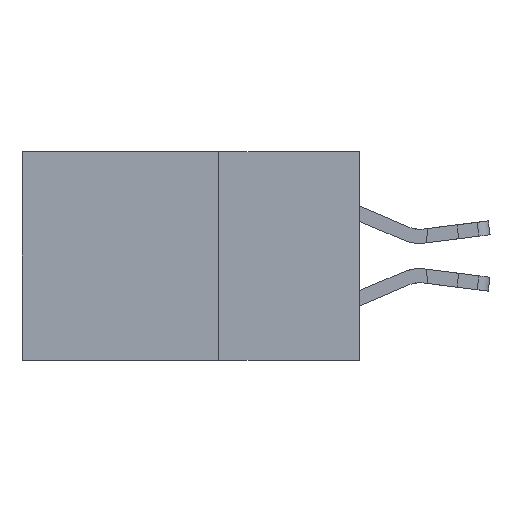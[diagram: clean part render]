
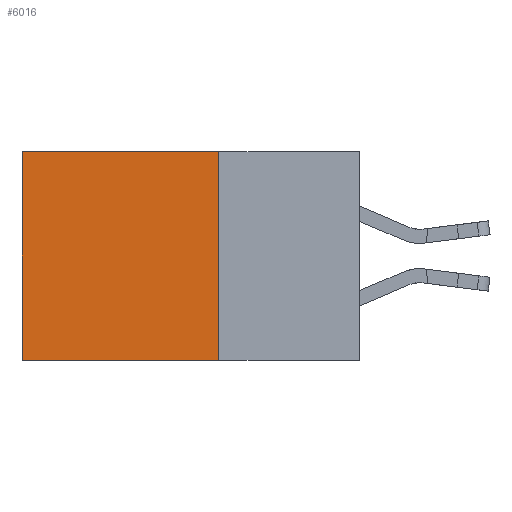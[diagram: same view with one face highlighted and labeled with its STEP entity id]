
A CAD part, left-side view. The second image highlights one B-rep face of the part: STEP entity #6016.
In plain terms, the highlighted planar face has unit normal (-1, 0, 0).
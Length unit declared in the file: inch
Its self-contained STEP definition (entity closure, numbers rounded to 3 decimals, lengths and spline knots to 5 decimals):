
#43 = VECTOR ( 'NONE', #21635, 39.37008 ) ;
#110 = CARTESIAN_POINT ( 'NONE',  ( 0.2875, 0.25, 0. ) ) ;
#679 = VECTOR ( 'NONE', #914, 39.37008 ) ;
#914 = DIRECTION ( 'NONE',  ( 0., 1., 0. ) ) ;
#2010 = CARTESIAN_POINT ( 'NONE',  ( 0.2875, 0.25, -0.37 ) ) ;
#4985 = VECTOR ( 'NONE', #8811, 39.37008 ) ;
#6016 = ADVANCED_FACE ( 'NONE', ( #16259 ), #21683, .F. ) ;
#6518 = CARTESIAN_POINT ( 'NONE',  ( 0.2875, 0.25, 0. ) ) ;
#7336 = ORIENTED_EDGE ( 'NONE', *, *, #13604, .T. ) ;
#7880 = CARTESIAN_POINT ( 'NONE',  ( 0.2875, 0.6, 0. ) ) ;
#8811 = DIRECTION ( 'NONE',  ( 0., 0., -1. ) ) ;
#10697 = CARTESIAN_POINT ( 'NONE',  ( 0.2875, 0.25, 0. ) ) ;
#12381 = EDGE_CURVE ( 'NONE', #19215, #21314, #20395, .T. ) ;
#12456 = ORIENTED_EDGE ( 'NONE', *, *, #22971, .F. ) ;
#13478 = EDGE_CURVE ( 'NONE', #20725, #21314, #24980, .T. ) ;
#13604 = EDGE_CURVE ( 'NONE', #14411, #19215, #16601, .T. ) ;
#14027 = AXIS2_PLACEMENT_3D ( 'NONE', #110, #17944, #16034 ) ;
#14411 = VERTEX_POINT ( 'NONE', #25306 ) ;
#15894 = EDGE_LOOP ( 'NONE', ( #17772, #20274, #12456, #7336 ) ) ;
#16034 = DIRECTION ( 'NONE',  ( 0., 0., -1. ) ) ;
#16259 = FACE_OUTER_BOUND ( 'NONE', #15894, .T. ) ;
#16601 = LINE ( 'NONE', #10697, #679 ) ;
#17772 = ORIENTED_EDGE ( 'NONE', *, *, #12381, .T. ) ;
#17944 = DIRECTION ( 'NONE',  ( 1., 0., 0. ) ) ;
#19215 = VERTEX_POINT ( 'NONE', #7880 ) ;
#20274 = ORIENTED_EDGE ( 'NONE', *, *, #13478, .F. ) ;
#20395 = LINE ( 'NONE', #22328, #4985 ) ;
#20444 = DIRECTION ( 'NONE',  ( 0., 0., -1. ) ) ;
#20725 = VERTEX_POINT ( 'NONE', #23087 ) ;
#21314 = VERTEX_POINT ( 'NONE', #21634 ) ;
#21462 = VECTOR ( 'NONE', #20444, 39.37008 ) ;
#21634 = CARTESIAN_POINT ( 'NONE',  ( 0.2875, 0.6, -0.37 ) ) ;
#21635 = DIRECTION ( 'NONE',  ( 0., 1., 0. ) ) ;
#21683 = PLANE ( 'NONE',  #14027 ) ;
#22084 = LINE ( 'NONE', #6518, #21462 ) ;
#22328 = CARTESIAN_POINT ( 'NONE',  ( 0.2875, 0.6, 0. ) ) ;
#22971 = EDGE_CURVE ( 'NONE', #14411, #20725, #22084, .T. ) ;
#23087 = CARTESIAN_POINT ( 'NONE',  ( 0.2875, 0.25, -0.37 ) ) ;
#24980 = LINE ( 'NONE', #2010, #43 ) ;
#25306 = CARTESIAN_POINT ( 'NONE',  ( 0.2875, 0.25, 0. ) ) ;
